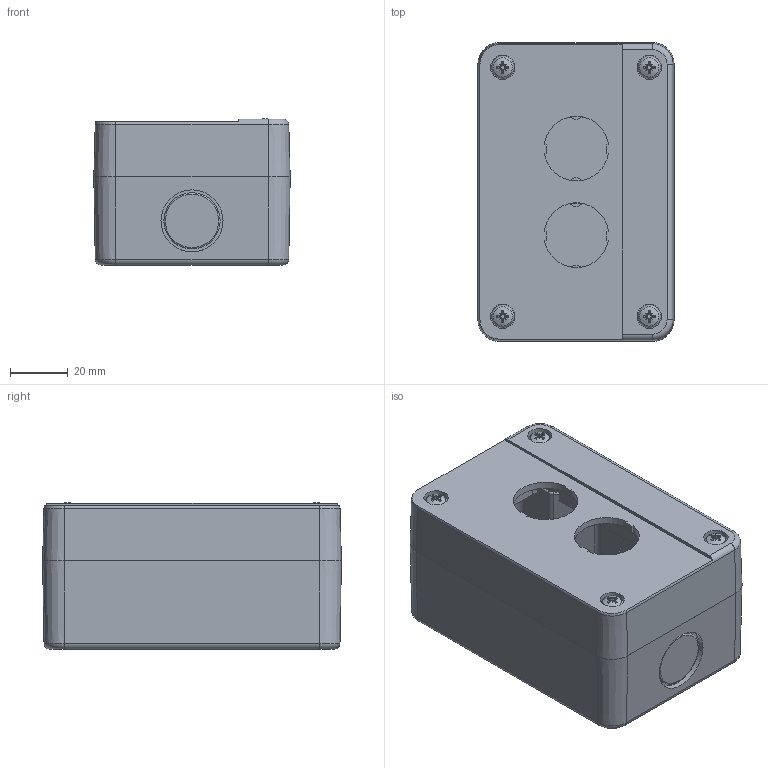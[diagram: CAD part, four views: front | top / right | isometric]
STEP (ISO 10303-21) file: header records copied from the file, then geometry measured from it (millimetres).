
FILE_DESCRIPTION((''),'2;1');
FILE_NAME('4-001-R-10.stp','2007-11-14T12:08:01',('Philipp'),(''),'Autodesk Inventor 2008','Autodesk Inventor 2008','');
FILE_SCHEMA(('AUTOMOTIVE_DESIGN { 1 0 10303 214 1 1 1 1 }'));
Length unit declared in the file: millimetre
Products named in the file (4): 4-001-R-10; Teknic_enclousure_back; Teknic_enclousure; NF EN ISO 7045 - Z M4 x 30 - 4.8 - Z
Assembly tree (6 placements, depth 2):
  4-001-R-10
    Teknic_enclousure_back
    Teknic_enclousure
    NF EN ISO 7045 - Z M4 x 30 - 4.8 - Z  x4
Bounding box: 68.07 x 103.57 x 50.64 mm (x, y, z)
Volume: 83737.9 mm3; surface area: 95212.3 mm2
Topology: 6 solids, 6 shells, 559 faces, 1434 edges, 924 vertices
Faces by surface type: plane 238, cylinder 145, cone 80, torus 54, bspline 38, sphere 4
Full cylindrical faces by diameter (mm): 1.5 x8, 2.5 x4, 3.621 x4, 4 x4, 4.45 x2, 8.45 x2, 19.5 x2, 20 x1, 21.5 x2
Entity records: 13765 total; most frequent: CARTESIAN_POINT 3017, DIRECTION 2306, ORIENTED_EDGE 2128, EDGE_CURVE 1064, AXIS2_PLACEMENT_3D 881, VERTEX_POINT 714, EDGE_LOOP 548, VECTOR 544
